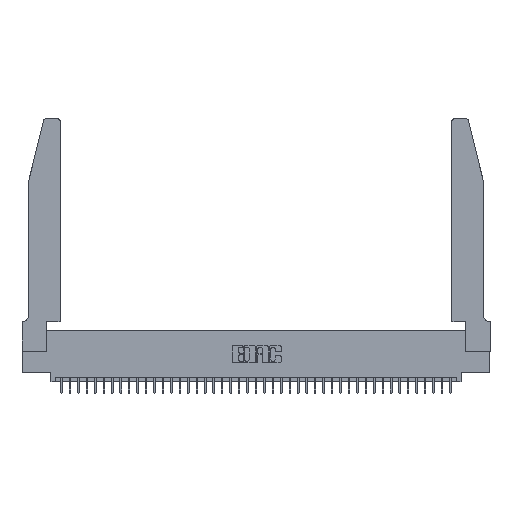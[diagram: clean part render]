
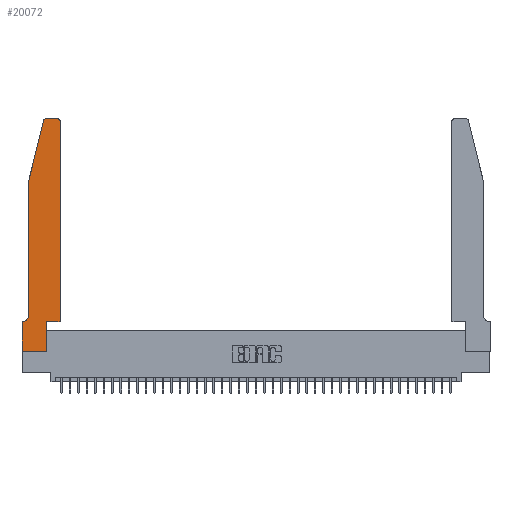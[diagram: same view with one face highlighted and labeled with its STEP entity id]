
A CAD part, top view. The second image highlights one B-rep face of the part: STEP entity #20072.
In plain terms, the highlighted planar face has unit normal (0, 0, 1).
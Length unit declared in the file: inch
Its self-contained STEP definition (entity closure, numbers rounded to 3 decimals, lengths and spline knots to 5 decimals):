
#518 = VECTOR ( 'NONE', #4792, 39.37008 ) ;
#1086 = CARTESIAN_POINT ( 'NONE',  ( 0.284, 2.75, 0.37 ) ) ;
#1838 = VERTEX_POINT ( 'NONE', #23510 ) ;
#2139 = CARTESIAN_POINT ( 'NONE',  ( 0.0755, 2., 0.37 ) ) ;
#2234 = FACE_OUTER_BOUND ( 'NONE', #13710, .T. ) ;
#2473 = CARTESIAN_POINT ( 'NONE',  ( 0.4505, 0.35, 0.37 ) ) ;
#2721 = ORIENTED_EDGE ( 'NONE', *, *, #7057, .T. ) ;
#3314 = VERTEX_POINT ( 'NONE', #15141 ) ;
#4726 = ORIENTED_EDGE ( 'NONE', *, *, #35255, .T. ) ;
#4792 = DIRECTION ( 'NONE',  ( 1., 0., 0. ) ) ;
#5410 = VERTEX_POINT ( 'NONE', #9496 ) ;
#5504 = CARTESIAN_POINT ( 'NONE',  ( 0.2865, 0.35, 0.37 ) ) ;
#5697 = DIRECTION ( 'NONE',  ( -0.239, -0.971, 0. ) ) ;
#6299 = DIRECTION ( 'NONE',  ( 1., 0., 0. ) ) ;
#6727 = CARTESIAN_POINT ( 'NONE',  ( 0., 0., 0.37 ) ) ;
#7038 = VERTEX_POINT ( 'NONE', #37082 ) ;
#7057 = EDGE_CURVE ( 'NONE', #3314, #26031, #33943, .T. ) ;
#7486 = VERTEX_POINT ( 'NONE', #8780 ) ;
#7928 = DIRECTION ( 'NONE',  ( -1., 0., 0. ) ) ;
#8614 = VERTEX_POINT ( 'NONE', #33697 ) ;
#8780 = CARTESIAN_POINT ( 'NONE',  ( 0.4205, 2.75, 0.37 ) ) ;
#8802 = CARTESIAN_POINT ( 'NONE',  ( 0.0755, 2., 0.37 ) ) ;
#9009 = EDGE_CURVE ( 'NONE', #36425, #7038, #19665, .T. ) ;
#9478 = CARTESIAN_POINT ( 'NONE',  ( 0.2865, 0.35, 0.37 ) ) ;
#9496 = CARTESIAN_POINT ( 'NONE',  ( 0.4505, 2.72, 0.37 ) ) ;
#10524 = EDGE_CURVE ( 'NONE', #5410, #7486, #19022, .T. ) ;
#10664 = EDGE_CURVE ( 'NONE', #26244, #8614, #21249, .T. ) ;
#12290 = CIRCLE ( 'NONE', #27629, 0.07 ) ;
#12328 = VECTOR ( 'NONE', #26674, 39.37008 ) ;
#12635 = DIRECTION ( 'NONE',  ( 0., 0., -1. ) ) ;
#13385 = DIRECTION ( 'NONE',  ( 0., 0., 1. ) ) ;
#13710 = EDGE_LOOP ( 'NONE', ( #33808, #21006, #23831, #19357, #35005, #35897, #2721, #4726, #18250, #30726, #16386, #35362 ) ) ;
#13938 = CARTESIAN_POINT ( 'NONE',  ( 0.0755, 2., 0.37 ) ) ;
#14933 = PLANE ( 'NONE',  #33616 ) ;
#15141 = CARTESIAN_POINT ( 'NONE',  ( 0., 0.35, 0.37 ) ) ;
#15450 = EDGE_CURVE ( 'NONE', #8614, #5410, #22418, .T. ) ;
#15544 = VECTOR ( 'NONE', #7928, 39.37008 ) ;
#15679 = DIRECTION ( 'NONE',  ( 0., 0., 1. ) ) ;
#15779 = EDGE_CURVE ( 'NONE', #28231, #36425, #18801, .T. ) ;
#16101 = DIRECTION ( 'NONE',  ( 0., -1., 0. ) ) ;
#16386 = ORIENTED_EDGE ( 'NONE', *, *, #15450, .T. ) ;
#16567 = DIRECTION ( 'NONE',  ( 1., 0., 0. ) ) ;
#16788 = VECTOR ( 'NONE', #5697, 39.37008 ) ;
#16923 = VECTOR ( 'NONE', #16101, 39.37008 ) ;
#18088 = VERTEX_POINT ( 'NONE', #23343 ) ;
#18234 = DIRECTION ( 'NONE',  ( 0., 1., 0. ) ) ;
#18250 = ORIENTED_EDGE ( 'NONE', *, *, #40118, .T. ) ;
#18801 = LINE ( 'NONE', #8802, #16788 ) ;
#19022 = CIRCLE ( 'NONE', #37048, 0.03 ) ;
#19357 = ORIENTED_EDGE ( 'NONE', *, *, #9009, .T. ) ;
#19665 = LINE ( 'NONE', #13938, #12328 ) ;
#19970 = EDGE_CURVE ( 'NONE', #7038, #1838, #12290, .T. ) ;
#20072 = ADVANCED_FACE ( 'NONE', ( #2234 ), #14933, .T. ) ;
#21006 = ORIENTED_EDGE ( 'NONE', *, *, #29320, .T. ) ;
#21249 = LINE ( 'NONE', #2473, #23736 ) ;
#22418 = LINE ( 'NONE', #25549, #37442 ) ;
#23343 = CARTESIAN_POINT ( 'NONE',  ( 0.2865, 0., 0.37 ) ) ;
#23510 = CARTESIAN_POINT ( 'NONE',  ( 0.0055, 0.35, 0.37 ) ) ;
#23689 = CARTESIAN_POINT ( 'NONE',  ( 0., 0., 0.37 ) ) ;
#23736 = VECTOR ( 'NONE', #24585, 39.37008 ) ;
#23831 = ORIENTED_EDGE ( 'NONE', *, *, #15779, .T. ) ;
#23965 = DIRECTION ( 'NONE',  ( 1., 0., 0. ) ) ;
#24585 = DIRECTION ( 'NONE',  ( 1., 0., 0. ) ) ;
#24762 = DIRECTION ( 'NONE',  ( -1., 0., 0. ) ) ;
#25356 = CARTESIAN_POINT ( 'NONE',  ( 0., 0.35, 0.37 ) ) ;
#25497 = VERTEX_POINT ( 'NONE', #1086 ) ;
#25549 = CARTESIAN_POINT ( 'NONE',  ( 0.4505, 0.35, 0.37 ) ) ;
#26031 = VERTEX_POINT ( 'NONE', #23689 ) ;
#26174 = DIRECTION ( 'NONE',  ( 0., 1., 0. ) ) ;
#26190 = DIRECTION ( 'NONE',  ( 0., 0., 1. ) ) ;
#26244 = VERTEX_POINT ( 'NONE', #5504 ) ;
#26674 = DIRECTION ( 'NONE',  ( 0., -1., 0. ) ) ;
#27629 = AXIS2_PLACEMENT_3D ( 'NONE', #28504, #12635, #37874 ) ;
#27904 = LINE ( 'NONE', #40586, #29767 ) ;
#28231 = VERTEX_POINT ( 'NONE', #39844 ) ;
#28504 = CARTESIAN_POINT ( 'NONE',  ( 0.0055, 0.42, 0.37 ) ) ;
#29320 = EDGE_CURVE ( 'NONE', #25497, #28231, #35483, .T. ) ;
#29767 = VECTOR ( 'NONE', #24762, 39.37008 ) ;
#30360 = EDGE_CURVE ( 'NONE', #7486, #25497, #36722, .T. ) ;
#30726 = ORIENTED_EDGE ( 'NONE', *, *, #10664, .T. ) ;
#33600 = CARTESIAN_POINT ( 'NONE',  ( 0.2605, 2.75, 0.37 ) ) ;
#33616 = AXIS2_PLACEMENT_3D ( 'NONE', #25356, #26190, #16567 ) ;
#33697 = CARTESIAN_POINT ( 'NONE',  ( 0.4505, 0.35, 0.37 ) ) ;
#33808 = ORIENTED_EDGE ( 'NONE', *, *, #30360, .T. ) ;
#33943 = LINE ( 'NONE', #6727, #16923 ) ;
#34134 = AXIS2_PLACEMENT_3D ( 'NONE', #40506, #15679, #6299 ) ;
#35005 = ORIENTED_EDGE ( 'NONE', *, *, #19970, .T. ) ;
#35149 = LINE ( 'NONE', #9478, #39292 ) ;
#35255 = EDGE_CURVE ( 'NONE', #26031, #18088, #39025, .T. ) ;
#35362 = ORIENTED_EDGE ( 'NONE', *, *, #10524, .T. ) ;
#35483 = CIRCLE ( 'NONE', #34134, 0.03 ) ;
#35897 = ORIENTED_EDGE ( 'NONE', *, *, #35957, .T. ) ;
#35957 = EDGE_CURVE ( 'NONE', #1838, #3314, #27904, .T. ) ;
#36425 = VERTEX_POINT ( 'NONE', #2139 ) ;
#36500 = CARTESIAN_POINT ( 'NONE',  ( 0.4205, 2.72, 0.37 ) ) ;
#36722 = LINE ( 'NONE', #33600, #15544 ) ;
#37048 = AXIS2_PLACEMENT_3D ( 'NONE', #36500, #13385, #23965 ) ;
#37082 = CARTESIAN_POINT ( 'NONE',  ( 0.0755, 0.42, 0.37 ) ) ;
#37442 = VECTOR ( 'NONE', #18234, 39.37008 ) ;
#37874 = DIRECTION ( 'NONE',  ( -1., 0., 0. ) ) ;
#39025 = LINE ( 'NONE', #39220, #518 ) ;
#39220 = CARTESIAN_POINT ( 'NONE',  ( 0., 0., 0.37 ) ) ;
#39292 = VECTOR ( 'NONE', #26174, 39.37008 ) ;
#39844 = CARTESIAN_POINT ( 'NONE',  ( 0.25487, 2.72718, 0.37 ) ) ;
#40118 = EDGE_CURVE ( 'NONE', #18088, #26244, #35149, .T. ) ;
#40506 = CARTESIAN_POINT ( 'NONE',  ( 0.284, 2.72, 0.37 ) ) ;
#40586 = CARTESIAN_POINT ( 'NONE',  ( 0.0755, 0.35, 0.37 ) ) ;
